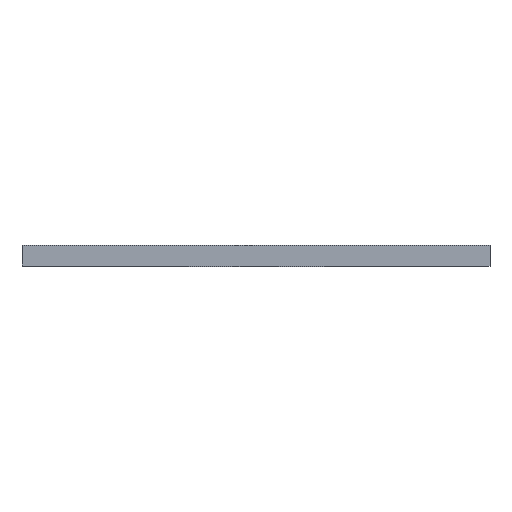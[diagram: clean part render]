
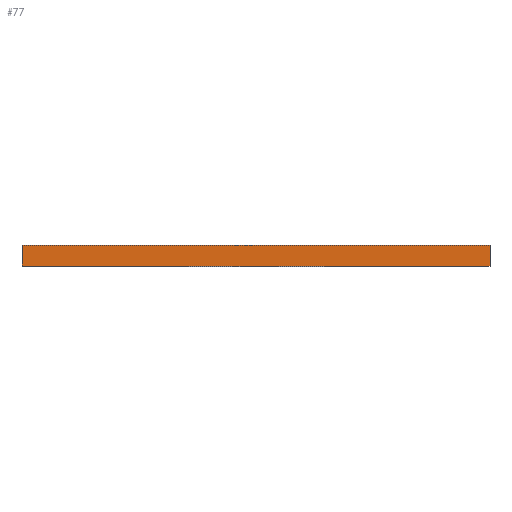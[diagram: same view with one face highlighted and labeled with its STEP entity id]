
A CAD part, top view. The second image highlights one B-rep face of the part: STEP entity #77.
In plain terms, the highlighted planar face has unit normal (0, 0, 1).
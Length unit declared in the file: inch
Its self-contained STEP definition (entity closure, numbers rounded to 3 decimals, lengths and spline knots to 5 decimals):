
#77=ADVANCED_FACE('',(#168),#169,.T.);
#168=FACE_OUTER_BOUND('',#318,.T.);
#169=PLANE('',#319);
#318=EDGE_LOOP('',(#535,#536,#537,#538));
#319=AXIS2_PLACEMENT_3D('',#539,#540,#541);
#535=ORIENTED_EDGE('',*,*,#677,.T.);
#536=ORIENTED_EDGE('',*,*,#694,.F.);
#537=ORIENTED_EDGE('',*,*,#635,.F.);
#538=ORIENTED_EDGE('',*,*,#695,.T.);
#539=CARTESIAN_POINT('',(0.625,0.1875,2.75));
#540=DIRECTION('',(0.0,0.0,1.0));
#541=DIRECTION('',(-1.0,0.0,-0.0));
#635=EDGE_CURVE('',#752,#754,#755,.T.);
#677=EDGE_CURVE('',#823,#821,#824,.T.);
#694=EDGE_CURVE('',#754,#821,#841,.T.);
#695=EDGE_CURVE('',#752,#823,#842,.T.);
#752=VERTEX_POINT('',#949);
#754=VERTEX_POINT('',#952);
#755=LINE('',#953,#954);
#821=VERTEX_POINT('',#1086);
#823=VERTEX_POINT('',#1089);
#824=LINE('',#1090,#1091);
#841=LINE('',#1117,#1118);
#842=LINE('',#1119,#1120);
#949=CARTESIAN_POINT('',(-1.49999,0.1875,2.75));
#952=CARTESIAN_POINT('',(2.75,0.1875,2.75));
#953=CARTESIAN_POINT('',(-1.49999,0.1875,2.75));
#954=VECTOR('',#1147,1.0);
#1086=CARTESIAN_POINT('',(2.75,0.,2.75));
#1089=CARTESIAN_POINT('',(-1.49999,0.,2.75));
#1090=CARTESIAN_POINT('',(-1.49999,0.,2.75));
#1091=VECTOR('',#1167,1.0);
#1117=CARTESIAN_POINT('',(2.75,0.1875,2.75));
#1118=VECTOR('',#1177,1.0);
#1119=CARTESIAN_POINT('',(-1.49999,0.1875,2.75));
#1120=VECTOR('',#1178,1.0);
#1147=DIRECTION('',(1.0,0.0,0.0));
#1167=DIRECTION('',(1.0,0.0,0.0));
#1177=DIRECTION('',(0.0,-1.0,0.0));
#1178=DIRECTION('',(0.0,-1.0,0.0));
